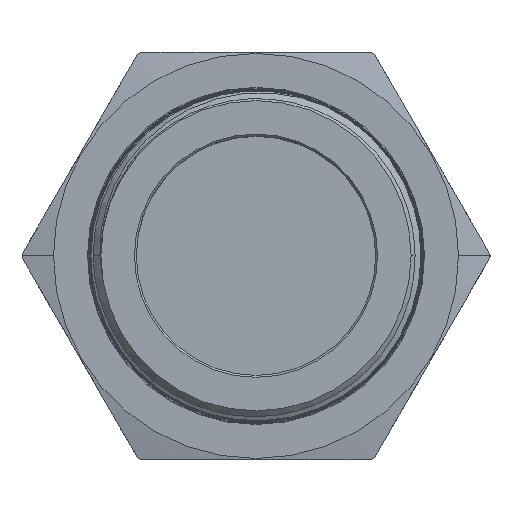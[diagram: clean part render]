
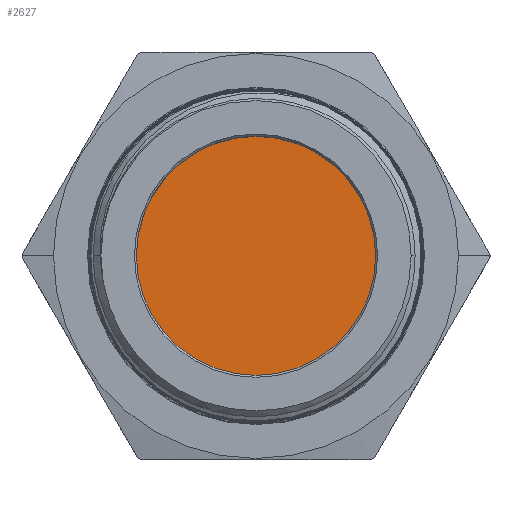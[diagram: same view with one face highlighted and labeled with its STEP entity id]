
A CAD part, top view. The second image highlights one B-rep face of the part: STEP entity #2627.
In plain terms, the highlighted planar face has unit normal (0, 0, 1).
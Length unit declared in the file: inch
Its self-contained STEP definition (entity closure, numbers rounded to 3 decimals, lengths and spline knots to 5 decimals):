
#579 = ORIENTED_EDGE ( 'NONE', *, *, #5733, .T. ) ;
#632 = ORIENTED_EDGE ( 'NONE', *, *, #5730, .T. ) ;
#1409 = CARTESIAN_POINT ( 'NONE',  ( 0., 0., 0.11 ) ) ;
#1410 = DIRECTION ( 'NONE',  ( 0., 0., 1. ) ) ;
#1411 = DIRECTION ( 'NONE',  ( 1., 0., 0. ) ) ;
#1415 = CARTESIAN_POINT ( 'NONE',  ( 0., 0., 0.11 ) ) ;
#1416 = DIRECTION ( 'NONE',  ( 0., 0., 1. ) ) ;
#1417 = DIRECTION ( 'NONE',  ( 1., 0., 0. ) ) ;
#2155 = CARTESIAN_POINT ( 'NONE',  ( 0., 0., 0.11 ) ) ;
#2157 = PLANE ( 'NONE',  #5784 ) ;
#2159 = DIRECTION ( 'NONE',  ( 0., 0., 1. ) ) ;
#2160 = DIRECTION ( 'NONE',  ( 1., 0., 0. ) ) ;
#2278 = CARTESIAN_POINT ( 'NONE',  ( 1.25, 0., 0.11 ) ) ;
#2280 = CARTESIAN_POINT ( 'NONE',  ( -1.25, 0., 0.11 ) ) ;
#2627 = ADVANCED_FACE ( 'NONE', ( #6204 ), #2157, .T. ) ;
#3506 = VERTEX_POINT ( 'NONE', #2278 ) ;
#3508 = VERTEX_POINT ( 'NONE', #2280 ) ;
#3623 = EDGE_LOOP ( 'NONE', ( #579, #632 ) ) ;
#5730 = EDGE_CURVE ( 'NONE', #3506, #3508, #6255, .T. ) ;
#5733 = EDGE_CURVE ( 'NONE', #3508, #3506, #6259, .T. ) ;
#5784 = AXIS2_PLACEMENT_3D ( 'NONE', #2155, #2159, #2160 ) ;
#5808 = AXIS2_PLACEMENT_3D ( 'NONE', #1409, #1410, #1411 ) ;
#5810 = AXIS2_PLACEMENT_3D ( 'NONE', #1415, #1416, #1417 ) ;
#6204 = FACE_OUTER_BOUND ( 'NONE', #3623, .T. ) ;
#6255 = CIRCLE ( 'NONE', #5808, 1.25 ) ;
#6259 = CIRCLE ( 'NONE', #5810, 1.25 ) ;
